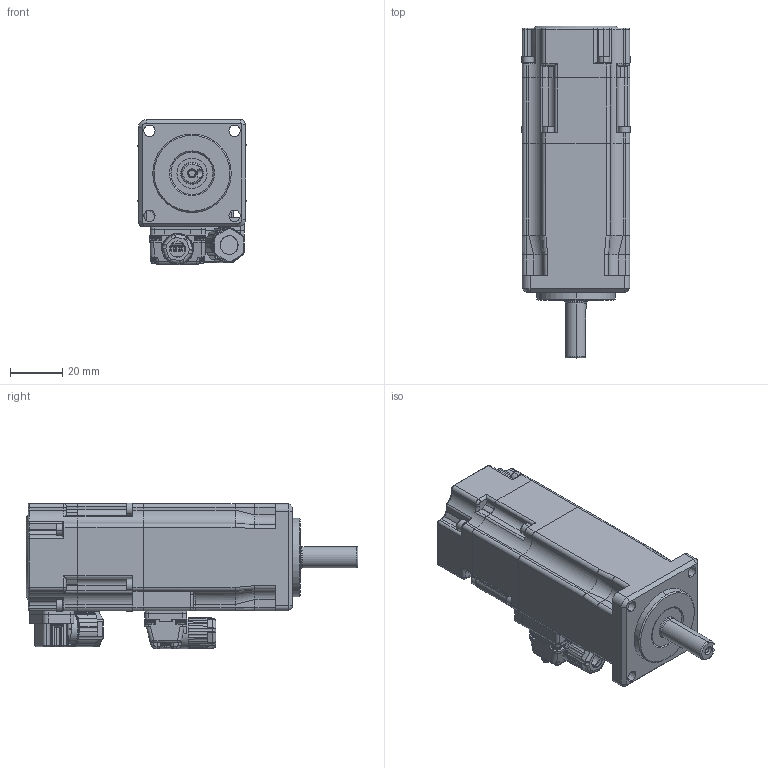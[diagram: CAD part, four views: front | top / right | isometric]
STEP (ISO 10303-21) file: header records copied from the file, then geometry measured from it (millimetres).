
FILE_DESCRIPTION (( 'STEP AP214' ), '1' );
FILE_NAME ('40#100W带刹车接插件款L=101.5.STEP', '2023-11-02T02:44:14', ( '微软用户' ), ( '微软中国' ), 'SwSTEP 2.0', 'SolidWorks 2014', '' );
FILE_SCHEMA (( 'AUTOMOTIVE_DESIGN' ));
Length unit declared in the file: millimetre
Products named in the file (11): 40#100W湍价陬諉脣璃遴L=101.5; 1010535_7袪僅; GB╱T 70.1-2008[内六角圆柱头螺钉M2.5×10]; 152204蚐猾; 40接插件版本编码器盖子(1); 三竹编码器接插件; 儂褲 諉脣璃唳掛; 1020177; 小6P中出口线端和底座 2023.05.06; 隅赽; 7pin 晤鎢ん釱
Assembly tree (17 placements, depth 3):
  40#100W湍价陬諉脣璃遴L=101.5
    隅赽
      儂褲 諉脣璃唳掛
    40接插件版本编码器盖子(1)
    小6P中出口线端和底座 2023.05.06
    GB╱T 70.1-2008[内六角圆柱头螺钉M2.5×10]  x8
    1020177
    1010535_7袪僅
    三竹编码器接插件
    7pin 晤鎢ん釱
    152204蚐猾
Bounding box: 41.3 x 126.8 x 55.59 mm (x, y, z)
Volume: 156352.5 mm3; surface area: 41239.2 mm2
Topology: 14 solids, 38 shells, 4808 faces, 13178 edges, 8427 vertices
Faces by surface type: plane 2715, cylinder 1418, bspline 520, cone 135, torus 20
Entity records: 249377 total; most frequent: CARTESIAN_POINT 103574, ORIENTED_EDGE 25593, DIRECTION 19494, EDGE_CURVE 12837, VERTEX_POINT 8231, LINE 8016, VECTOR 8016, AXIS2_PLACEMENT_3D 5739
